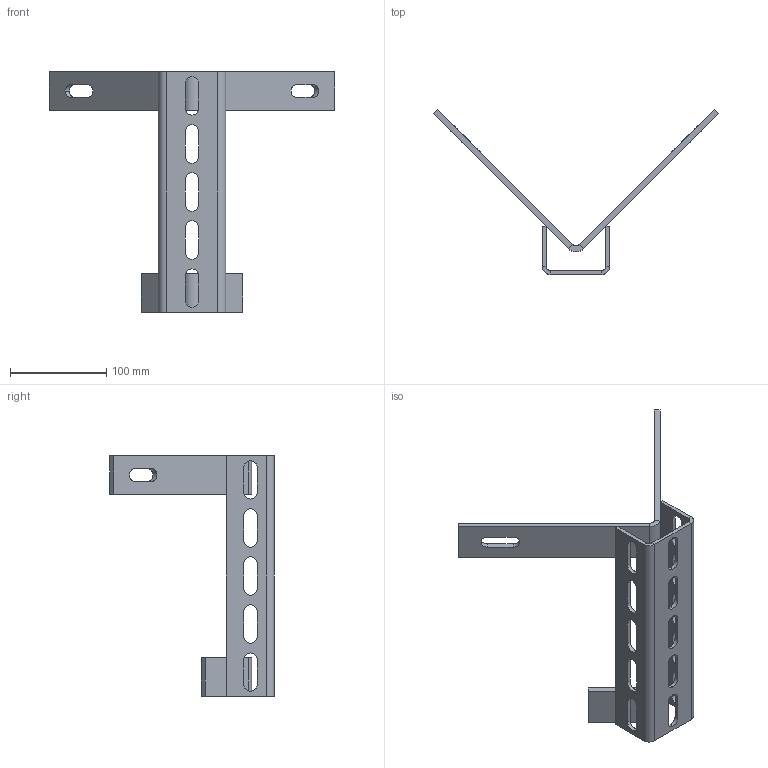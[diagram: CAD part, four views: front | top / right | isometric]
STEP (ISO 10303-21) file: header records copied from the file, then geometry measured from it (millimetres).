
FILE_DESCRIPTION (( 'STEP AP203' ), '1' );
FILE_NAME ('6346763_org.STEP', '2012-06-25T06:50:31', ( '' ), ( '' ), 'SwSTEP 2.0', 'SolidWorks 2012', '' );
FILE_SCHEMA (( 'CONFIG_CONTROL_DESIGN' ));
Length unit declared in the file: millimetre
Products named in the file (4): 6346763_org; 017922; 017921; KTS 01.009-001_0250
Assembly tree (3 placements, depth 2):
  6346763_org
    KTS 01.009-001_0250
    017921
    017922
Bounding box: 296.56 x 171.52 x 250 mm (x, y, z)
Volume: 251954.7 mm3; surface area: 122658.2 mm2
Topology: 3 solids, 3 shells, 135 faces, 355 edges, 226 vertices
Faces by surface type: plane 76, cylinder 59
Entity records: 4633 total; most frequent: DIRECTION 755, CARTESIAN_POINT 722, ORIENTED_EDGE 710, EDGE_CURVE 355, AXIS2_PLACEMENT_3D 259, LINE 237, VECTOR 237, VERTEX_POINT 226
